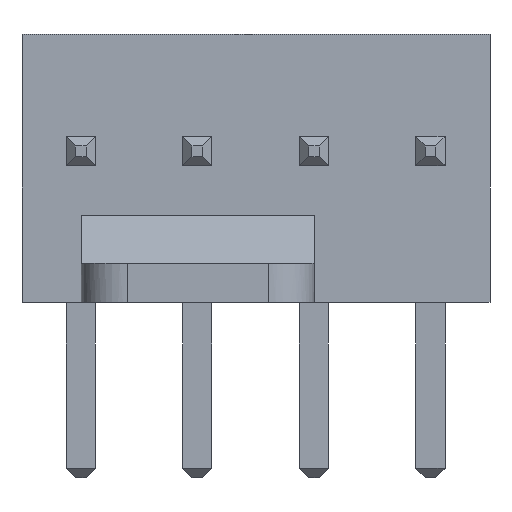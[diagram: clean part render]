
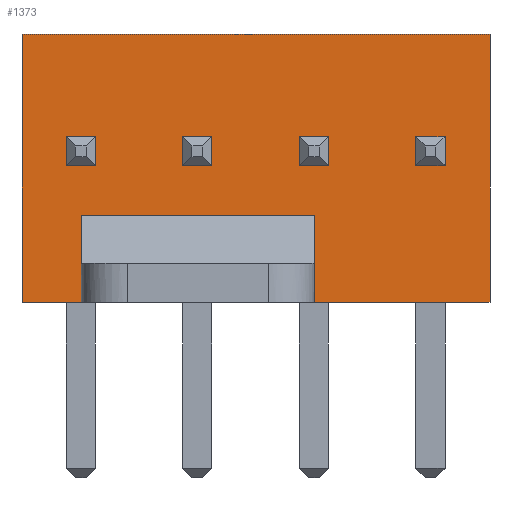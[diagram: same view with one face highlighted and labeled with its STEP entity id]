
A CAD part, left-side view. The second image highlights one B-rep face of the part: STEP entity #1373.
In plain terms, the highlighted free-form (B-spline) face has degree [1, 1] with [2, 2] control points.
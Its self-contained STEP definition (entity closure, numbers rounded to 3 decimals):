
#25=VERTEX_POINT('',#26);
#26=CARTESIAN_POINT('',(-4.74,2.238,3.61));
#31=EDGE_CURVE('',#25,#32,#34,.F.);
#32=VERTEX_POINT('',#33);
#33=CARTESIAN_POINT('',(-4.74,2.873,3.61));
#34=B_SPLINE_CURVE_WITH_KNOTS('',1,(#35,#36),.UNSPECIFIED.,.F.,.U.,(2,2),(0.79,1.425),.PIECEWISE_BEZIER_KNOTS.);
#35=CARTESIAN_POINT('',(-4.74,2.873,3.61));
#36=CARTESIAN_POINT('',(-4.74,2.238,3.61));
#59=EDGE_CURVE('',#32,#60,#62,.F.);
#60=VERTEX_POINT('',#61);
#61=CARTESIAN_POINT('',(-4.74,2.873,2.975));
#62=B_SPLINE_CURVE_WITH_KNOTS('',1,(#63,#64),.UNSPECIFIED.,.F.,.U.,(2,2),(0.27,0.905),.PIECEWISE_BEZIER_KNOTS.);
#63=CARTESIAN_POINT('',(-4.74,2.873,2.975));
#64=CARTESIAN_POINT('',(-4.74,2.873,3.61));
#87=EDGE_CURVE('',#60,#88,#90,.F.);
#88=VERTEX_POINT('',#89);
#89=CARTESIAN_POINT('',(-4.74,2.238,2.975));
#90=B_SPLINE_CURVE_WITH_KNOTS('',1,(#91,#92),.UNSPECIFIED.,.F.,.U.,(2,2),(-1.425,-0.79),.PIECEWISE_BEZIER_KNOTS.);
#91=CARTESIAN_POINT('',(-4.74,2.238,2.975));
#92=CARTESIAN_POINT('',(-4.74,2.873,2.975));
#113=EDGE_CURVE('',#88,#25,#114,.F.);
#114=B_SPLINE_CURVE_WITH_KNOTS('',1,(#115,#116),.UNSPECIFIED.,.F.,.U.,(2,2),(-0.905,-0.27),.PIECEWISE_BEZIER_KNOTS.);
#115=CARTESIAN_POINT('',(-4.74,2.238,3.61));
#116=CARTESIAN_POINT('',(-4.74,2.238,2.975));
#137=VERTEX_POINT('',#138);
#138=CARTESIAN_POINT('',(-4.74,7.318,3.61));
#143=EDGE_CURVE('',#137,#144,#146,.F.);
#144=VERTEX_POINT('',#145);
#145=CARTESIAN_POINT('',(-4.74,7.953,3.61));
#146=B_SPLINE_CURVE_WITH_KNOTS('',1,(#147,#148),.UNSPECIFIED.,.F.,.U.,(2,2),(-1.75,-1.115),.PIECEWISE_BEZIER_KNOTS.);
#147=CARTESIAN_POINT('',(-4.74,7.953,3.61));
#148=CARTESIAN_POINT('',(-4.74,7.318,3.61));
#171=EDGE_CURVE('',#144,#172,#174,.F.);
#172=VERTEX_POINT('',#173);
#173=CARTESIAN_POINT('',(-4.74,7.953,2.975));
#174=B_SPLINE_CURVE_WITH_KNOTS('',1,(#175,#176),.UNSPECIFIED.,.F.,.U.,(2,2),(0.27,0.905),.PIECEWISE_BEZIER_KNOTS.);
#175=CARTESIAN_POINT('',(-4.74,7.953,2.975));
#176=CARTESIAN_POINT('',(-4.74,7.953,3.61));
#199=EDGE_CURVE('',#172,#200,#202,.F.);
#200=VERTEX_POINT('',#201);
#201=CARTESIAN_POINT('',(-4.74,7.318,2.975));
#202=B_SPLINE_CURVE_WITH_KNOTS('',1,(#203,#204),.UNSPECIFIED.,.F.,.U.,(2,2),(1.115,1.75),.PIECEWISE_BEZIER_KNOTS.);
#203=CARTESIAN_POINT('',(-4.74,7.318,2.975));
#204=CARTESIAN_POINT('',(-4.74,7.953,2.975));
#225=EDGE_CURVE('',#200,#137,#226,.F.);
#226=B_SPLINE_CURVE_WITH_KNOTS('',1,(#227,#228),.UNSPECIFIED.,.F.,.U.,(2,2),(-0.905,-0.27),.PIECEWISE_BEZIER_KNOTS.);
#227=CARTESIAN_POINT('',(-4.74,7.318,3.61));
#228=CARTESIAN_POINT('',(-4.74,7.318,2.975));
#239=EDGE_CURVE('',#240,#242,#244,.F.);
#240=VERTEX_POINT('',#241);
#241=CARTESIAN_POINT('',(-4.74,4.778,3.61));
#242=VERTEX_POINT('',#243);
#243=CARTESIAN_POINT('',(-4.74,5.413,3.61));
#244=B_SPLINE_CURVE_WITH_KNOTS('',1,(#245,#246),.UNSPECIFIED.,.F.,.U.,(2,2),(-0.48,0.155),.PIECEWISE_BEZIER_KNOTS.);
#245=CARTESIAN_POINT('',(-4.74,5.413,3.61));
#246=CARTESIAN_POINT('',(-4.74,4.778,3.61));
#275=EDGE_CURVE('',#276,#240,#278,.F.);
#276=VERTEX_POINT('',#277);
#277=CARTESIAN_POINT('',(-4.74,4.778,2.975));
#278=B_SPLINE_CURVE_WITH_KNOTS('',1,(#279,#280),.UNSPECIFIED.,.F.,.U.,(2,2),(-0.905,-0.27),.PIECEWISE_BEZIER_KNOTS.);
#279=CARTESIAN_POINT('',(-4.74,4.778,3.61));
#280=CARTESIAN_POINT('',(-4.74,4.778,2.975));
#303=EDGE_CURVE('',#304,#276,#306,.F.);
#304=VERTEX_POINT('',#305);
#305=CARTESIAN_POINT('',(-4.74,5.413,2.975));
#306=B_SPLINE_CURVE_WITH_KNOTS('',1,(#307,#308),.UNSPECIFIED.,.F.,.U.,(2,2),(-0.155,0.48),.PIECEWISE_BEZIER_KNOTS.);
#307=CARTESIAN_POINT('',(-4.74,4.778,2.975));
#308=CARTESIAN_POINT('',(-4.74,5.413,2.975));
#331=EDGE_CURVE('',#242,#304,#332,.F.);
#332=B_SPLINE_CURVE_WITH_KNOTS('',1,(#333,#334),.UNSPECIFIED.,.F.,.U.,(2,2),(0.27,0.905),.PIECEWISE_BEZIER_KNOTS.);
#333=CARTESIAN_POINT('',(-4.74,5.413,2.975));
#334=CARTESIAN_POINT('',(-4.74,5.413,3.61));
#361=VERTEX_POINT('',#362);
#362=CARTESIAN_POINT('',(-4.74,-0.303,3.61));
#367=EDGE_CURVE('',#361,#368,#370,.F.);
#368=VERTEX_POINT('',#369);
#369=CARTESIAN_POINT('',(-4.74,0.333,3.61));
#370=B_SPLINE_CURVE_WITH_KNOTS('',1,(#371,#372),.UNSPECIFIED.,.F.,.U.,(2,2),(2.06,2.695),.PIECEWISE_BEZIER_KNOTS.);
#371=CARTESIAN_POINT('',(-4.74,0.333,3.61));
#372=CARTESIAN_POINT('',(-4.74,-0.303,3.61));
#395=EDGE_CURVE('',#368,#396,#398,.F.);
#396=VERTEX_POINT('',#397);
#397=CARTESIAN_POINT('',(-4.74,0.333,2.975));
#398=B_SPLINE_CURVE_WITH_KNOTS('',1,(#399,#400),.UNSPECIFIED.,.F.,.U.,(2,2),(0.27,0.905),.PIECEWISE_BEZIER_KNOTS.);
#399=CARTESIAN_POINT('',(-4.74,0.333,2.975));
#400=CARTESIAN_POINT('',(-4.74,0.333,3.61));
#423=EDGE_CURVE('',#396,#424,#426,.F.);
#424=VERTEX_POINT('',#425);
#425=CARTESIAN_POINT('',(-4.74,-0.303,2.975));
#426=B_SPLINE_CURVE_WITH_KNOTS('',1,(#427,#428),.UNSPECIFIED.,.F.,.U.,(2,2),(-2.695,-2.06),.PIECEWISE_BEZIER_KNOTS.);
#427=CARTESIAN_POINT('',(-4.74,-0.303,2.975));
#428=CARTESIAN_POINT('',(-4.74,0.333,2.975));
#449=EDGE_CURVE('',#424,#361,#450,.F.);
#450=B_SPLINE_CURVE_WITH_KNOTS('',1,(#451,#452),.UNSPECIFIED.,.F.,.U.,(2,2),(-0.905,-0.27),.PIECEWISE_BEZIER_KNOTS.);
#451=CARTESIAN_POINT('',(-4.74,-0.303,3.61));
#452=CARTESIAN_POINT('',(-4.74,-0.303,2.975));
#533=VERTEX_POINT('',#534);
#534=CARTESIAN_POINT('',(-4.74,7.628,0.85));
#539=EDGE_CURVE('',#533,#540,#542,.T.);
#540=VERTEX_POINT('',#541);
#541=CARTESIAN_POINT('',(-4.74,7.628,0.));
#542=B_SPLINE_CURVE_WITH_KNOTS('',1,(#543,#544),.UNSPECIFIED.,.F.,.U.,(2,2),(-0.425,0.425),.PIECEWISE_BEZIER_KNOTS.);
#543=CARTESIAN_POINT('',(-4.74,7.628,0.85));
#544=CARTESIAN_POINT('',(-4.74,7.628,0.));
#629=VERTEX_POINT('',#630);
#630=CARTESIAN_POINT('',(-4.74,2.548,0.));
#635=EDGE_CURVE('',#629,#636,#638,.F.);
#636=VERTEX_POINT('',#637);
#637=CARTESIAN_POINT('',(-4.74,2.548,0.85));
#638=B_SPLINE_CURVE_WITH_KNOTS('',1,(#639,#640),.UNSPECIFIED.,.F.,.U.,(2,2),(-0.425,0.425),.PIECEWISE_BEZIER_KNOTS.);
#639=CARTESIAN_POINT('',(-4.74,2.548,0.85));
#640=CARTESIAN_POINT('',(-4.74,2.548,0.));
#722=VERTEX_POINT('',#723);
#723=CARTESIAN_POINT('',(-4.74,8.918,5.84));
#728=EDGE_CURVE('',#722,#729,#731,.F.);
#729=VERTEX_POINT('',#730);
#730=CARTESIAN_POINT('',(-4.74,-1.283,5.84));
#731=B_SPLINE_CURVE_WITH_KNOTS('',1,(#732,#733),.UNSPECIFIED.,.F.,.U.,(2,2),(0.0,1.0),.PIECEWISE_BEZIER_KNOTS.);
#732=CARTESIAN_POINT('',(-4.74,-1.283,5.84));
#733=CARTESIAN_POINT('',(-4.74,8.918,5.84));
#825=EDGE_CURVE('',#729,#826,#828,.F.);
#826=VERTEX_POINT('',#827);
#827=CARTESIAN_POINT('',(-4.74,-1.283,0.0));
#828=B_SPLINE_CURVE_WITH_KNOTS('',1,(#829,#830),.UNSPECIFIED.,.F.,.U.,(2,2),(-0.33,1.0),.PIECEWISE_BEZIER_KNOTS.);
#829=CARTESIAN_POINT('',(-4.74,-1.283,0.));
#830=CARTESIAN_POINT('',(-4.74,-1.283,5.84));
#1163=EDGE_CURVE('',#1164,#722,#1166,.T.);
#1164=VERTEX_POINT('',#1165);
#1165=CARTESIAN_POINT('',(-4.74,8.918,0.0));
#1166=B_SPLINE_CURVE_WITH_KNOTS('',1,(#1167,#1168),.UNSPECIFIED.,.F.,.U.,(2,2),(-0.33,1.0),.PIECEWISE_BEZIER_KNOTS.);
#1167=CARTESIAN_POINT('',(-4.74,8.918,0.));
#1168=CARTESIAN_POINT('',(-4.74,8.918,5.84));
#1235=EDGE_CURVE('',#636,#533,#1236,.T.);
#1236=B_SPLINE_CURVE_WITH_KNOTS('',1,(#1237,#1238),.UNSPECIFIED.,.F.,.U.,(2,2),(-2.54,2.54),.PIECEWISE_BEZIER_KNOTS.);
#1237=CARTESIAN_POINT('',(-4.74,2.548,0.85));
#1238=CARTESIAN_POINT('',(-4.74,7.628,0.85));
#1251=EDGE_CURVE('',#540,#1164,#1252,.T.);
#1252=B_SPLINE_CURVE_WITH_KNOTS('',1,(#1253,#1254),.UNSPECIFIED.,.F.,.U.,(2,2),(0.0,1.0),.PIECEWISE_BEZIER_KNOTS.);
#1253=CARTESIAN_POINT('',(-4.74,7.628,0.0));
#1254=CARTESIAN_POINT('',(-4.74,8.918,0.0));
#1291=EDGE_CURVE('',#826,#629,#1292,.T.);
#1292=B_SPLINE_CURVE_WITH_KNOTS('',1,(#1293,#1294),.UNSPECIFIED.,.F.,.U.,(2,2),(0.0,1.0),.PIECEWISE_BEZIER_KNOTS.);
#1293=CARTESIAN_POINT('',(-4.74,-1.283,0.0));
#1294=CARTESIAN_POINT('',(-4.74,2.548,0.0));
#1373=ADVANCED_FACE('',(#1374,#1384,#1390,#1396,#1402),#1408,.T.);
#1374=FACE_BOUND('',#1375,.T.);
#1375=EDGE_LOOP('',(#1376,#1377,#1378,#1379,#1380,#1381,#1382,#1383));
#1376=ORIENTED_EDGE('',*,*,#825,.F.);
#1377=ORIENTED_EDGE('',*,*,#728,.F.);
#1378=ORIENTED_EDGE('',*,*,#1163,.F.);
#1379=ORIENTED_EDGE('',*,*,#1251,.F.);
#1380=ORIENTED_EDGE('',*,*,#539,.F.);
#1381=ORIENTED_EDGE('',*,*,#1235,.F.);
#1382=ORIENTED_EDGE('',*,*,#635,.F.);
#1383=ORIENTED_EDGE('',*,*,#1291,.F.);
#1384=FACE_BOUND('',#1385,.T.);
#1385=EDGE_LOOP('',(#1386,#1387,#1388,#1389));
#1386=ORIENTED_EDGE('',*,*,#87,.F.);
#1387=ORIENTED_EDGE('',*,*,#59,.F.);
#1388=ORIENTED_EDGE('',*,*,#31,.F.);
#1389=ORIENTED_EDGE('',*,*,#113,.F.);
#1390=FACE_BOUND('',#1391,.T.);
#1391=EDGE_LOOP('',(#1392,#1393,#1394,#1395));
#1392=ORIENTED_EDGE('',*,*,#199,.F.);
#1393=ORIENTED_EDGE('',*,*,#171,.F.);
#1394=ORIENTED_EDGE('',*,*,#143,.F.);
#1395=ORIENTED_EDGE('',*,*,#225,.F.);
#1396=FACE_BOUND('',#1397,.T.);
#1397=EDGE_LOOP('',(#1398,#1399,#1400,#1401));
#1398=ORIENTED_EDGE('',*,*,#303,.F.);
#1399=ORIENTED_EDGE('',*,*,#331,.F.);
#1400=ORIENTED_EDGE('',*,*,#239,.F.);
#1401=ORIENTED_EDGE('',*,*,#275,.F.);
#1402=FACE_BOUND('',#1403,.T.);
#1403=EDGE_LOOP('',(#1404,#1405,#1406,#1407));
#1404=ORIENTED_EDGE('',*,*,#423,.F.);
#1405=ORIENTED_EDGE('',*,*,#395,.F.);
#1406=ORIENTED_EDGE('',*,*,#367,.F.);
#1407=ORIENTED_EDGE('',*,*,#449,.F.);
#1408=B_SPLINE_SURFACE_WITH_KNOTS('',1,1,((#1409,#1410),(#1411,#1412)),.UNSPECIFIED.,.F.,.F.,.U.,(2,2),(2,2),(-2.541,3.301),(-6.371,3.831),.PIECEWISE_BEZIER_KNOTS.);
#1409=CARTESIAN_POINT('',(-4.74,-1.284,-0.001));
#1410=CARTESIAN_POINT('',(-4.74,8.919,-0.001));
#1411=CARTESIAN_POINT('',(-4.74,-1.284,5.841));
#1412=CARTESIAN_POINT('',(-4.74,8.919,5.841));
